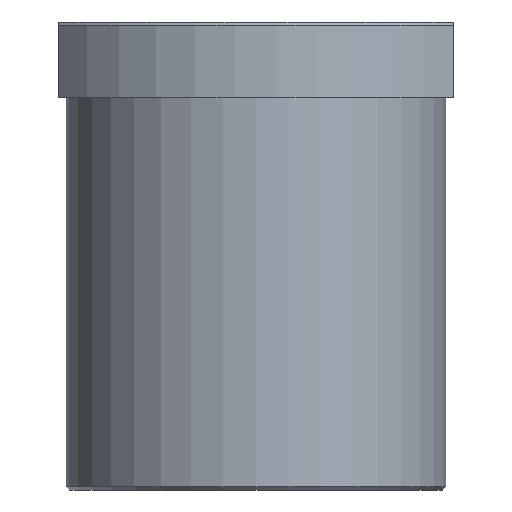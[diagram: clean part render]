
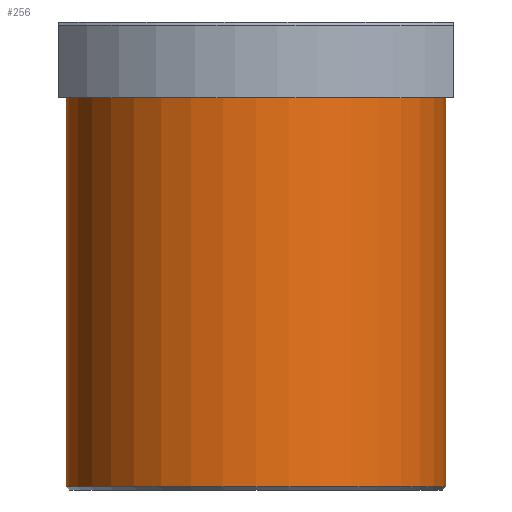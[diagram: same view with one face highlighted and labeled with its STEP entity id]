
A CAD part, front view. The second image highlights one B-rep face of the part: STEP entity #256.
In plain terms, the highlighted cylindrical face has radius 62.5 mm (diameter 125 mm), a full revolution.
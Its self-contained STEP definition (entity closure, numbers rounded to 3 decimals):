
#198=CYLINDRICAL_SURFACE('',#2459,62.5);
#234=CIRCLE('',#2456,62.5);
#235=CIRCLE('',#2458,62.5);
#256=ADVANCED_FACE('',(#668,#669),#198,.T.);
#668=FACE_BOUND('',#773,.T.);
#669=FACE_BOUND('',#774,.T.);
#773=EDGE_LOOP('',(#1055));
#774=EDGE_LOOP('',(#1056));
#1055=ORIENTED_EDGE('',*,*,#1890,.T.);
#1056=ORIENTED_EDGE('',*,*,#1889,.F.);
#1662=VERTEX_POINT('',#3568);
#1663=VERTEX_POINT('',#3571);
#1889=EDGE_CURVE('',#1662,#1662,#234,.T.);
#1890=EDGE_CURVE('',#1663,#1663,#235,.T.);
#2456=AXIS2_PLACEMENT_3D('',#3567,#2689,#2690);
#2458=AXIS2_PLACEMENT_3D('',#3570,#2693,#2694);
#2459=AXIS2_PLACEMENT_3D('',#3572,#2695,#2696);
#2689=DIRECTION('',(0.,0.,1.));
#2690=DIRECTION('',(1.,0.,0.));
#2693=DIRECTION('',(0.,0.,1.));
#2694=DIRECTION('',(-1.,0.,0.));
#2695=DIRECTION('',(0.,0.,-1.));
#2696=DIRECTION('',(1.,0.,0.));
#3567=CARTESIAN_POINT('',(0.,0.,-25.));
#3568=CARTESIAN_POINT('',(62.5,0.,-25.));
#3570=CARTESIAN_POINT('',(0.,0.,-153.));
#3571=CARTESIAN_POINT('',(-62.5,0.,-153.));
#3572=CARTESIAN_POINT('',(0.,0.,0.));
